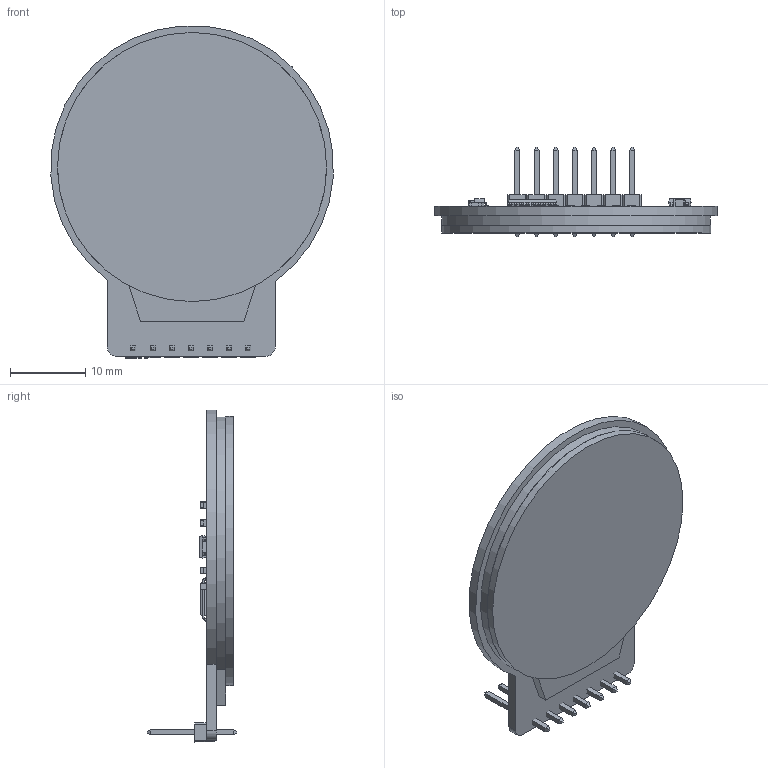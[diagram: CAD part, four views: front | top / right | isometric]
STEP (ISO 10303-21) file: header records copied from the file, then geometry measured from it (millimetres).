
FILE_DESCRIPTION(/* description */ (''),/* implementation_level */ '2;1');
FILE_NAME(/* name */ 'Waveshare 1.28in Round Display.step',/* time_stamp */ '2024-10-13T20:35:17-04:00',/* author */ (''),/* organization */ (''),/* preprocessor_version */ 'ST-DEVELOPER v20',/* originating_system */ 'Autodesk Translation Framework v13.20.0.188',/* authorisation */ '');
FILE_SCHEMA (('AUTOMOTIVE_DESIGN { 1 0 10303 214 3 1 1 }'));
Products named in the file (11): Waveshare 1.28in Round Display v2 (1); Board (1); TSSOP-20 0.65p 4.4mm (1); Glass (1); Display (1); SOT23-3 (1); SOT23-5 (1); 7 Pin Header Male 2.54mm v1 (1); 7-Pin Header - Male - 2.54mm (1); Resistor - 0603 (1); Capacitor - 0603 (1)
Assembly tree (16 placements, depth 3):
  Waveshare 1.28in Round Display v2 (1)
    Board (1)
    TSSOP-20 0.65p 4.4mm (1)
    Glass (1)
    Display (1)
    Resistor - 0603 (1)  x3
    Capacitor - 0603 (1)  x5
    SOT23-3 (1)
    SOT23-5 (1)
    7 Pin Header Male 2.54mm v1 (1)
      7-Pin Header - Male - 2.54mm (1)
Bounding box: 37.45 x 11.94 x 44.06 mm (x, y, z)
Volume: 4092.2 mm3; surface area: 7447.9 mm2
Topology: 57 solids, 77 shells, 1850 faces, 4490 edges, 2931 vertices
Faces by surface type: plane 1495, bspline 188, cylinder 167
Full cylindrical faces by diameter (mm): 0.4 x1, 0.69 x1, 1 x4, 1.559 x1, 1.895 x1, 32.349 x1, 32.4 x1, 35.712 x1
Entity records: 56425 total; most frequent: CARTESIAN_POINT 16099, ORIENTED_EDGE 8276, DIRECTION 7126, EDGE_CURVE 4138, LINE 3524, VECTOR 3524, VERTEX_POINT 2706, EDGE_LOOP 1834
